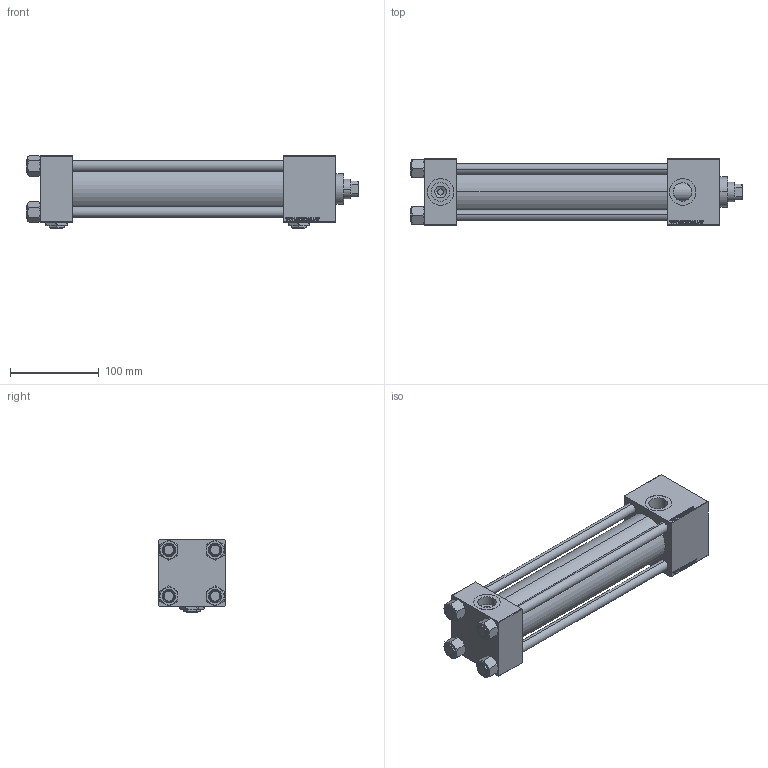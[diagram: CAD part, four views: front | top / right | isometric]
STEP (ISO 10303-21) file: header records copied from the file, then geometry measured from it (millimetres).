
FILE_DESCRIPTION (( 'STEP AP203' ), '1' );
FILE_NAME ('bdcc.STEP', '2024-09-06T07:31:58', ( '' ), ( '' ), 'SwSTEP 2.0', 'SolidWorks 2019', '' );
FILE_SCHEMA (( 'CONFIG_CONTROL_DESIGN' ));
Length unit declared in the file: millimetre
Products named in the file (7): NUT_M5_C d386992d6388dfed3d4136fd2da66397; V215CR_VCP_C d386992d6388dfed3d4136fd2da66397; V215CR_C_Body d386992d6388dfed3d4136fd2da66397; Zatka_pro_OIL_PORT d386992d6388dfed3d4136fd2da66397; V215CR_C_TYCINKA d386992d6388dfed3d4136fd2da66397; bdcc; V215_VC_A d386992d6388dfed3d4136fd2da66397
Assembly tree (13 placements, depth 2):
  bdcc
    V215CR_C_Body d386992d6388dfed3d4136fd2da66397
    V215CR_VCP_C d386992d6388dfed3d4136fd2da66397
    NUT_M5_C d386992d6388dfed3d4136fd2da66397  x4
    V215CR_C_TYCINKA d386992d6388dfed3d4136fd2da66397  x4
    V215_VC_A d386992d6388dfed3d4136fd2da66397
    Zatka_pro_OIL_PORT d386992d6388dfed3d4136fd2da66397  x2
Bounding box: 375 x 75 x 82.27 mm (x, y, z)
Volume: 891603.8 mm3; surface area: 251288.1 mm2
Topology: 13 solids, 13 shells, 1249 faces, 3104 edges, 2003 vertices
Faces by surface type: plane 573, bspline 392, cone 178, cylinder 98, torus 8
Entity records: 52253 total; most frequent: CARTESIAN_POINT 27757, ORIENTED_EDGE 5508, DIRECTION 3550, EDGE_CURVE 2754, VERTEX_POINT 1801, LINE 1638, VECTOR 1638, EDGE_LOOP 1223
